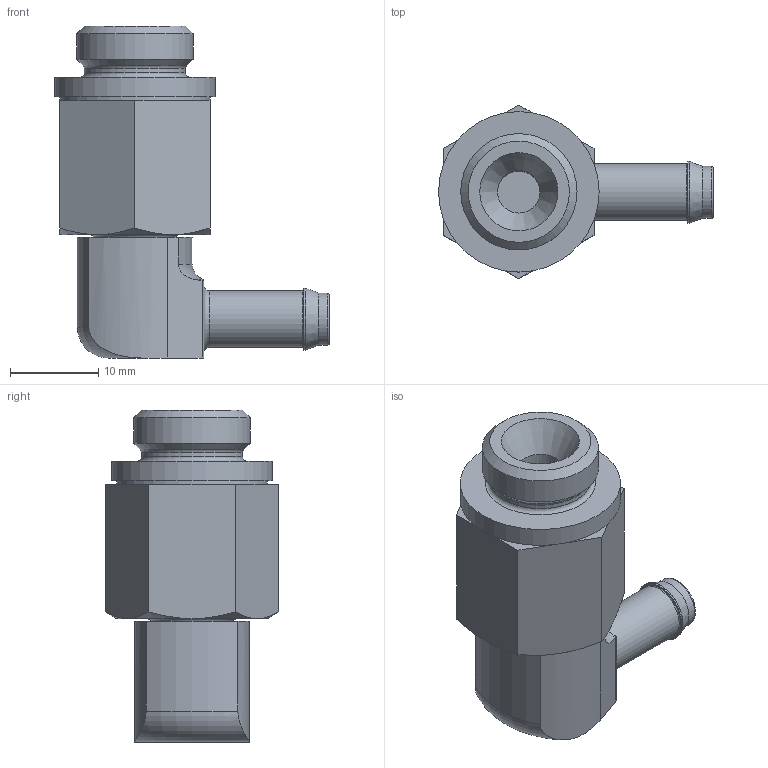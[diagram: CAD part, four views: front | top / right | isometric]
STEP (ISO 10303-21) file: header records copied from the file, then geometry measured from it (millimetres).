
FILE_DESCRIPTION(/* description */ ('STEP AP214'),/* implementation_level */ '2;1');
FILE_NAME(/* name */ '35989_LCNH-1_4-PK-6',/* time_stamp */ '2024-08-29T20:23:44+02:00',/* author */ ('License CC BY-ND 4.0'),/* organization */ ('CADENAS'),/* preprocessor_version */ 'ST-DEVELOPER v19.3',/* originating_system */ 'PARTsolutions',/* authorisation */ ' ');
FILE_SCHEMA (('AUTOMOTIVE_DESIGN {1 0 10303 214 3 1 1}'));
Length unit declared in the file: millimetre
Products named in the file (1): 35989 LCNH-1/4-PK-6
Bounding box: 31.07 x 19.63 x 37.55 mm (x, y, z)
Volume: 6650.9 mm3; surface area: 3707.2 mm2
Topology: 1 solids, 1 shells, 62 faces, 137 edges, 83 vertices
Faces by surface type: plane 28, cylinder 15, cone 10, torus 9
Full cylindrical faces by diameter (mm): 4.8 x1, 4.9 x1, 5.9 x1, 6.4 x1, 7 x1, 11.445 x1, 13.157 x1, 17 x1, 18.15 x1
Entity records: 1648 total; most frequent: CARTESIAN_POINT 344, DIRECTION 275, ORIENTED_EDGE 226, AXIS2_PLACEMENT_3D 118, EDGE_CURVE 113, EDGE_LOOP 91, FACE_BOUND 91, VERTEX_POINT 80
